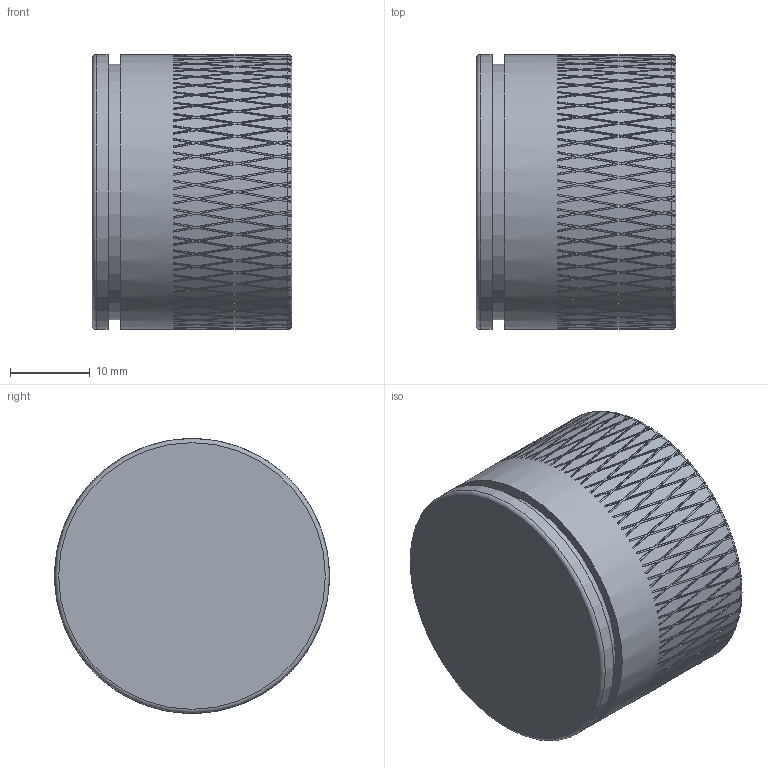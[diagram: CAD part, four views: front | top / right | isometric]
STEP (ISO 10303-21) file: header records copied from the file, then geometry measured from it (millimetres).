
FILE_DESCRIPTION(/* description */ (''),/* implementation_level */ '2;1');
FILE_NAME(/* name */ 'TrustLink MS F Dust Cap B.stp',/* time_stamp */ '2021-03-08T15:11:41+01:00',/* author */ ('sh'),/* organization */ (''),/* preprocessor_version */ 'ST-DEVELOPER v17.2',/* originating_system */ 'Autodesk Inventor 2019',/* authorisation */ '');
FILE_SCHEMA (('AUTOMOTIVE_DESIGN { 1 0 10303 214 3 1 1 }'));
Products named in the file (1): 0024730611-014
Bounding box: 25 x 34.4 x 34.4 mm (x, y, z)
Volume: 6869.3 mm3; surface area: 7568.3 mm2
Topology: 1 solids, 1 shells, 1289 faces, 3668 edges, 2446 vertices
Faces by surface type: bspline 1082, cylinder 197, plane 7, torus 3
Full cylindrical faces by diameter (mm): 29.2 x3, 30.2 x4, 30.3 x2, 32 x1, 34.2 x1, 34.4 x2
Entity records: 105372 total; most frequent: CARTESIAN_POINT 80960, ORIENTED_EDGE 7336, EDGE_CURVE 3668, B_SPLINE_CURVE_WITH_KNOTS 3140, VERTEX_POINT 2446, EDGE_LOOP 1354, FACE_OUTER_BOUND 1289, ADVANCED_FACE 1289
